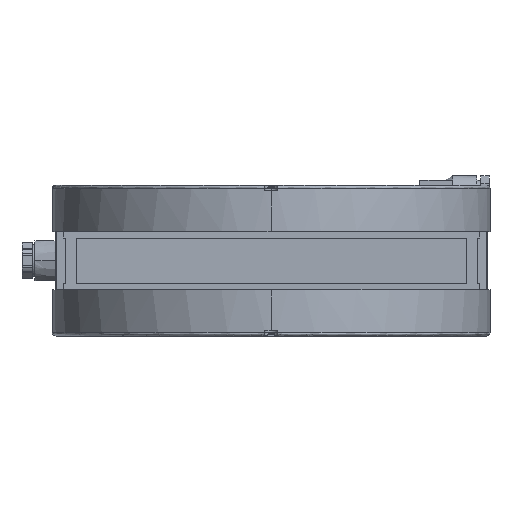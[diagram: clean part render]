
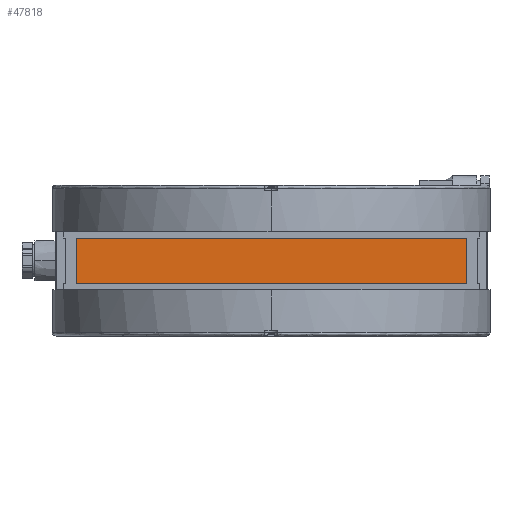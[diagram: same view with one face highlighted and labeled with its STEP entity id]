
A CAD part, front view. The second image highlights one B-rep face of the part: STEP entity #47818.
In plain terms, the highlighted planar face has unit normal (0, -1, 0).
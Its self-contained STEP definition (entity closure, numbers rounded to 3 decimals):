
#3371 = DIRECTION ( 'NONE',  ( -1., 0., 0. ) ) ;
#4342 = CARTESIAN_POINT ( 'NONE',  ( 101.036, -97.5, 23.975 ) ) ;
#6573 = VERTEX_POINT ( 'NONE', #24206 ) ;
#7023 = EDGE_CURVE ( 'NONE', #63565, #6573, #56002, .T. ) ;
#7940 = VECTOR ( 'NONE', #41749, 1000. ) ;
#10241 = ORIENTED_EDGE ( 'NONE', *, *, #41153, .F. ) ;
#10617 = CARTESIAN_POINT ( 'NONE',  ( 90.225, -97.5, 3. ) ) ;
#12731 = ORIENTED_EDGE ( 'NONE', *, *, #24154, .F. ) ;
#13032 = CARTESIAN_POINT ( 'NONE',  ( -90.225, -97.5, 3. ) ) ;
#13257 = CARTESIAN_POINT ( 'NONE',  ( -101.036, -97.5, 3. ) ) ;
#14135 = DIRECTION ( 'NONE',  ( 0., 0., -1. ) ) ;
#15169 = VERTEX_POINT ( 'NONE', #10617 ) ;
#21294 = LINE ( 'NONE', #46744, #7940 ) ;
#23482 = EDGE_CURVE ( 'NONE', #32619, #63565, #21294, .T. ) ;
#24154 = EDGE_CURVE ( 'NONE', #6573, #15169, #53157, .T. ) ;
#24206 = CARTESIAN_POINT ( 'NONE',  ( 90.225, -97.5, 23.975 ) ) ;
#24516 = VECTOR ( 'NONE', #3371, 1000. ) ;
#25792 = ORIENTED_EDGE ( 'NONE', *, *, #7023, .F. ) ;
#26479 = FACE_OUTER_BOUND ( 'NONE', #36654, .T. ) ;
#27924 = DIRECTION ( 'NONE',  ( 0., 0., -1. ) ) ;
#32619 = VERTEX_POINT ( 'NONE', #13032 ) ;
#36654 = EDGE_LOOP ( 'NONE', ( #10241, #12731, #25792, #39414 ) ) ;
#37753 = LINE ( 'NONE', #13257, #24516 ) ;
#39414 = ORIENTED_EDGE ( 'NONE', *, *, #23482, .F. ) ;
#41153 = EDGE_CURVE ( 'NONE', #15169, #32619, #37753, .T. ) ;
#41749 = DIRECTION ( 'NONE',  ( 0., 0., 1. ) ) ;
#42737 = VECTOR ( 'NONE', #49412, 1000. ) ;
#44062 = DIRECTION ( 'NONE',  ( 0., -1., 0. ) ) ;
#46744 = CARTESIAN_POINT ( 'NONE',  ( -90.225, -97.5, 2.476 ) ) ;
#47818 = ADVANCED_FACE ( 'NONE', ( #26479 ), #53893, .T. ) ;
#48879 = CARTESIAN_POINT ( 'NONE',  ( 94.736, -97.5, 24.499 ) ) ;
#49412 = DIRECTION ( 'NONE',  ( 1., 0., 0. ) ) ;
#53157 = LINE ( 'NONE', #57817, #57862 ) ;
#53789 = CARTESIAN_POINT ( 'NONE',  ( -90.225, -97.5, 23.975 ) ) ;
#53893 = PLANE ( 'NONE',  #57922 ) ;
#56002 = LINE ( 'NONE', #4342, #42737 ) ;
#57817 = CARTESIAN_POINT ( 'NONE',  ( 90.225, -97.5, 24.499 ) ) ;
#57862 = VECTOR ( 'NONE', #27924, 1000. ) ;
#57922 = AXIS2_PLACEMENT_3D ( 'NONE', #48879, #44062, #14135 ) ;
#63565 = VERTEX_POINT ( 'NONE', #53789 ) ;
